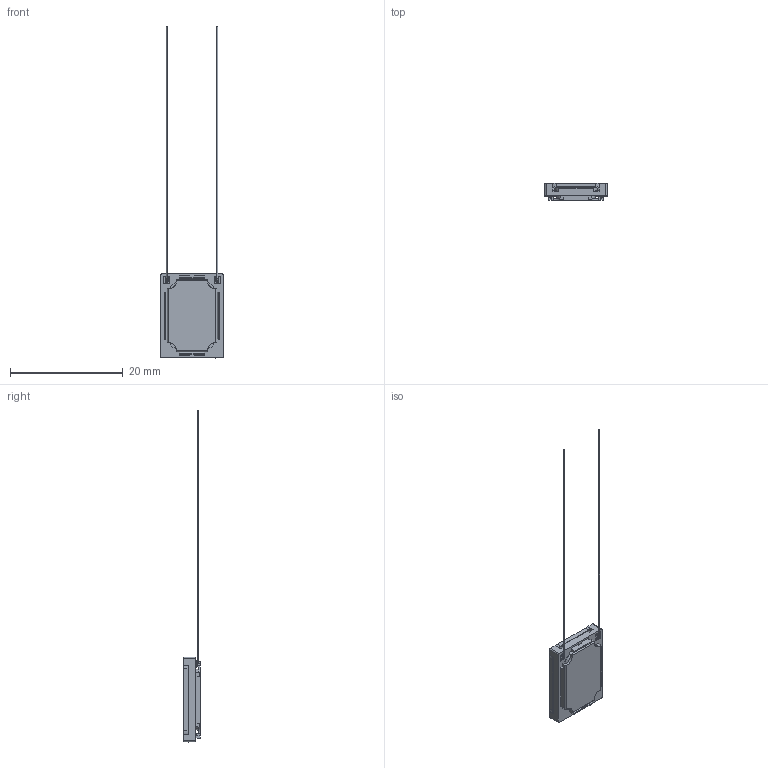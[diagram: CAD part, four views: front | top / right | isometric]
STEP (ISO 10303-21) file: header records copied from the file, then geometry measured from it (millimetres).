
FILE_DESCRIPTION (( 'STEP AP203' ), '1' );
FILE_NAME ('CUI_DEVICES_CMS-15118D-L100.step', '2020-09-17T10:06:05', ( 'EC2' ), ( 'Amazon.com' ), 'SwSTEP 2.0', 'SolidWorks 2020', '' );
FILE_SCHEMA (( 'CONFIG_CONTROL_DESIGN' ));
Length unit declared in the file: inch
Products named in the file (1): CUI_DEVICES_CMS-15118D-L100
Bounding box: 11 x 3 x 58.86 mm (x, y, z)
Volume: 268.2 mm3; surface area: 1204.1 mm2
Topology: 1 solids, 1 shells, 344 faces, 976 edges, 620 vertices
Faces by surface type: plane 192, cylinder 114, torus 32, cone 6
Entity records: 11357 total; most frequent: CARTESIAN_POINT 2149, ORIENTED_EDGE 1952, DIRECTION 1904, EDGE_CURVE 976, VECTOR 690, LINE 690, VERTEX_POINT 620, AXIS2_PLACEMENT_3D 607
